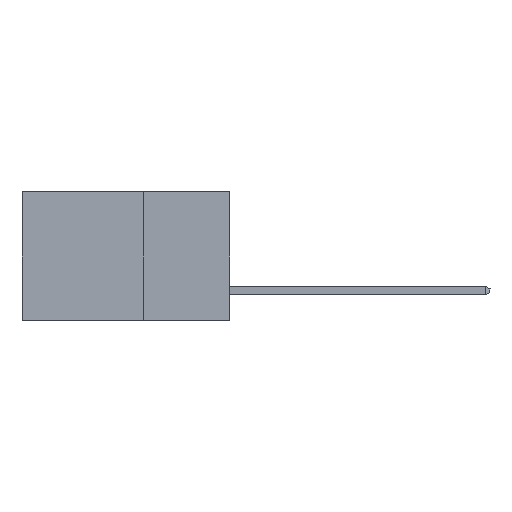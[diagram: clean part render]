
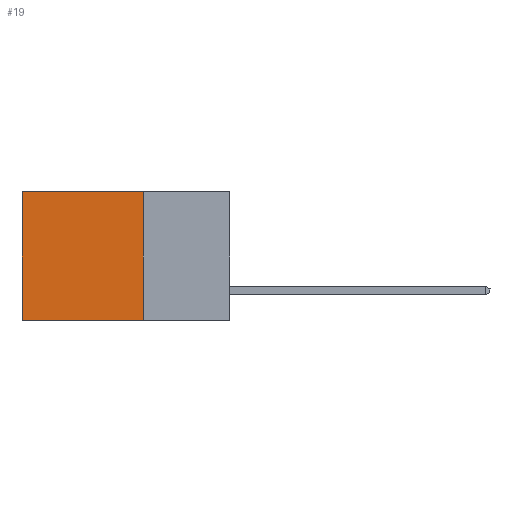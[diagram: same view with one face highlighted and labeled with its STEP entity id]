
A CAD part, left-side view. The second image highlights one B-rep face of the part: STEP entity #19.
In plain terms, the highlighted planar face has unit normal (-1, 0, 0).
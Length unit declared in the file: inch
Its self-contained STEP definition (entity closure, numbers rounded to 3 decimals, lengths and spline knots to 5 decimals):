
#19 = ADVANCED_FACE ( 'NONE', ( #10033 ), #6719, .F. ) ;
#431 = CARTESIAN_POINT ( 'NONE',  ( 0.2615, 0.25, 0. ) ) ;
#2456 = CARTESIAN_POINT ( 'NONE',  ( 0.2615, 0.25, 0. ) ) ;
#3284 = DIRECTION ( 'NONE',  ( 0., 0., -1. ) ) ;
#4411 = VERTEX_POINT ( 'NONE', #20697 ) ;
#4955 = DIRECTION ( 'NONE',  ( 0., 0., -1. ) ) ;
#5090 = VECTOR ( 'NONE', #3284, 39.37008 ) ;
#5326 = CARTESIAN_POINT ( 'NONE',  ( 0.2615, 0.6, -0.37 ) ) ;
#5449 = VERTEX_POINT ( 'NONE', #22636 ) ;
#5481 = CARTESIAN_POINT ( 'NONE',  ( 0.2615, 0.25, -0.37 ) ) ;
#5566 = LINE ( 'NONE', #12563, #20670 ) ;
#6719 = PLANE ( 'NONE',  #15467 ) ;
#8752 = EDGE_CURVE ( 'NONE', #13329, #5449, #14921, .T. ) ;
#8832 = EDGE_CURVE ( 'NONE', #5449, #14199, #20615, .T. ) ;
#9269 = EDGE_LOOP ( 'NONE', ( #22096, #15601, #19353, #20472 ) ) ;
#10033 = FACE_OUTER_BOUND ( 'NONE', #9269, .T. ) ;
#11970 = DIRECTION ( 'NONE',  ( 1., 0., 0. ) ) ;
#12252 = LINE ( 'NONE', #5481, #5090 ) ;
#12340 = VECTOR ( 'NONE', #16566, 39.37008 ) ;
#12563 = CARTESIAN_POINT ( 'NONE',  ( 0.2615, 0.25, -0.37 ) ) ;
#12715 = VECTOR ( 'NONE', #16694, 39.37008 ) ;
#13329 = VERTEX_POINT ( 'NONE', #431 ) ;
#14199 = VERTEX_POINT ( 'NONE', #5326 ) ;
#14921 = LINE ( 'NONE', #2456, #12715 ) ;
#15467 = AXIS2_PLACEMENT_3D ( 'NONE', #20781, #11970, #4955 ) ;
#15601 = ORIENTED_EDGE ( 'NONE', *, *, #15614, .F. ) ;
#15614 = EDGE_CURVE ( 'NONE', #4411, #14199, #5566, .T. ) ;
#16566 = DIRECTION ( 'NONE',  ( 0., 0., -1. ) ) ;
#16694 = DIRECTION ( 'NONE',  ( 0., 1., 0. ) ) ;
#18651 = CARTESIAN_POINT ( 'NONE',  ( 0.2615, 0.6, -0.37 ) ) ;
#19353 = ORIENTED_EDGE ( 'NONE', *, *, #22003, .F. ) ;
#19774 = DIRECTION ( 'NONE',  ( 0., 1., 0. ) ) ;
#20472 = ORIENTED_EDGE ( 'NONE', *, *, #8752, .T. ) ;
#20615 = LINE ( 'NONE', #18651, #12340 ) ;
#20670 = VECTOR ( 'NONE', #19774, 39.37008 ) ;
#20697 = CARTESIAN_POINT ( 'NONE',  ( 0.2615, 0.25, -0.37 ) ) ;
#20781 = CARTESIAN_POINT ( 'NONE',  ( 0.2615, 0.25, -0.37 ) ) ;
#22003 = EDGE_CURVE ( 'NONE', #13329, #4411, #12252, .T. ) ;
#22096 = ORIENTED_EDGE ( 'NONE', *, *, #8832, .T. ) ;
#22636 = CARTESIAN_POINT ( 'NONE',  ( 0.2615, 0.6, 0. ) ) ;
